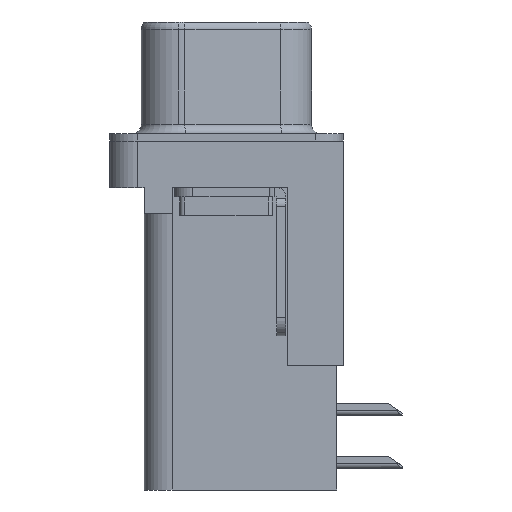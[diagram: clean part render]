
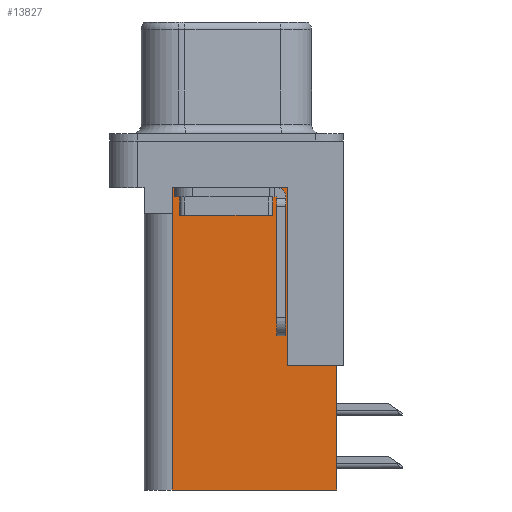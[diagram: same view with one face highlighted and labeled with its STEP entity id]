
A CAD part, left-side view. The second image highlights one B-rep face of the part: STEP entity #13827.
In plain terms, the highlighted planar face has unit normal (-1, 0, 0).
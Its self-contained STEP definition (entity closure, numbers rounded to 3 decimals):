
#8 = CARTESIAN_POINT ( 'NONE',  ( 3.765, -3.295, -18.76 ) ) ;
#289 = ORIENTED_EDGE ( 'NONE', *, *, #4913, .T. ) ;
#318 = CARTESIAN_POINT ( 'NONE',  ( 3.765, -5.925, -2. ) ) ;
#374 = VERTEX_POINT ( 'NONE', #16058 ) ;
#844 = ORIENTED_EDGE ( 'NONE', *, *, #8929, .T. ) ;
#1030 = ORIENTED_EDGE ( 'NONE', *, *, #12820, .T. ) ;
#2253 = VECTOR ( 'NONE', #3934, 1000. ) ;
#2257 = CARTESIAN_POINT ( 'NONE',  ( 3.765, 2.925, -3.9 ) ) ;
#2297 = CARTESIAN_POINT ( 'NONE',  ( 3.765, -3.295, -12.05 ) ) ;
#2509 = LINE ( 'NONE', #3455, #2253 ) ;
#2624 = DIRECTION ( 'NONE',  ( 0., 1., 0. ) ) ;
#2696 = CARTESIAN_POINT ( 'NONE',  ( 3.765, -3.295, -18.76 ) ) ;
#2794 = VECTOR ( 'NONE', #2624, 1000. ) ;
#3000 = VECTOR ( 'NONE', #6608, 1000. ) ;
#3034 = LINE ( 'NONE', #8, #3000 ) ;
#3150 = VERTEX_POINT ( 'NONE', #2257 ) ;
#3178 = CARTESIAN_POINT ( 'NONE',  ( 3.765, -3.295, -18.76 ) ) ;
#3338 = LINE ( 'NONE', #9118, #2794 ) ;
#3357 = VECTOR ( 'NONE', #14059, 1000. ) ;
#3415 = LINE ( 'NONE', #15439, #3357 ) ;
#3455 = CARTESIAN_POINT ( 'NONE',  ( 3.765, 0., -3.9 ) ) ;
#3520 = CARTESIAN_POINT ( 'NONE',  ( 3.765, 2.925, -18.76 ) ) ;
#3749 = VERTEX_POINT ( 'NONE', #9780 ) ;
#3934 = DIRECTION ( 'NONE',  ( 0., 1., 0. ) ) ;
#4172 = VERTEX_POINT ( 'NONE', #3520 ) ;
#4526 = DIRECTION ( 'NONE',  ( 0., 1., 0. ) ) ;
#4603 = VECTOR ( 'NONE', #15920, 1000. ) ;
#4651 = LINE ( 'NONE', #318, #4603 ) ;
#4913 = EDGE_CURVE ( 'NONE', #16015, #3150, #2509, .T. ) ;
#5071 = ORIENTED_EDGE ( 'NONE', *, *, #8536, .F. ) ;
#5241 = VECTOR ( 'NONE', #7903, 1000. ) ;
#5303 = LINE ( 'NONE', #2696, #5241 ) ;
#6017 = EDGE_CURVE ( 'NONE', #4172, #3150, #14055, .T. ) ;
#6080 = CARTESIAN_POINT ( 'NONE',  ( 3.765, -3.295, -2.5 ) ) ;
#6608 = DIRECTION ( 'NONE',  ( 0., 0., 1. ) ) ;
#7375 = ORIENTED_EDGE ( 'NONE', *, *, #8408, .F. ) ;
#7903 = DIRECTION ( 'NONE',  ( 0., 1., 0. ) ) ;
#8408 = EDGE_CURVE ( 'NONE', #12478, #4172, #5303, .T. ) ;
#8522 = CARTESIAN_POINT ( 'NONE',  ( 3.765, 2.895, -3.9 ) ) ;
#8536 = EDGE_CURVE ( 'NONE', #374, #12478, #4651, .T. ) ;
#8776 = CARTESIAN_POINT ( 'NONE',  ( 3.765, 2.925, -18.76 ) ) ;
#8886 = DIRECTION ( 'NONE',  ( 0., 0., 1. ) ) ;
#8929 = EDGE_CURVE ( 'NONE', #374, #11637, #3415, .T. ) ;
#9018 = EDGE_CURVE ( 'NONE', #11637, #12245, #3034, .T. ) ;
#9050 = CARTESIAN_POINT ( 'NONE',  ( 3.765, -5.925, -18.76 ) ) ;
#9118 = CARTESIAN_POINT ( 'NONE',  ( 3.765, -3.295, -2.5 ) ) ;
#9780 = CARTESIAN_POINT ( 'NONE',  ( 3.765, 2.895, -2.5 ) ) ;
#10336 = EDGE_CURVE ( 'NONE', #3749, #16015, #14411, .T. ) ;
#10846 = PLANE ( 'NONE',  #13982 ) ;
#11237 = ORIENTED_EDGE ( 'NONE', *, *, #9018, .T. ) ;
#11637 = VERTEX_POINT ( 'NONE', #2297 ) ;
#12080 = ORIENTED_EDGE ( 'NONE', *, *, #6017, .F. ) ;
#12092 = DIRECTION ( 'NONE',  ( 1., 0., 0. ) ) ;
#12245 = VERTEX_POINT ( 'NONE', #6080 ) ;
#12478 = VERTEX_POINT ( 'NONE', #9050 ) ;
#12624 = FACE_OUTER_BOUND ( 'NONE', #15505, .T. ) ;
#12820 = EDGE_CURVE ( 'NONE', #12245, #3749, #3338, .T. ) ;
#12910 = ORIENTED_EDGE ( 'NONE', *, *, #10336, .T. ) ;
#13827 = ADVANCED_FACE ( 'NONE', ( #12624 ), #10846, .F. ) ;
#13982 = AXIS2_PLACEMENT_3D ( 'NONE', #3178, #12092, #4526 ) ;
#14004 = VECTOR ( 'NONE', #8886, 1000. ) ;
#14055 = LINE ( 'NONE', #8776, #14004 ) ;
#14059 = DIRECTION ( 'NONE',  ( 0., 1., 0. ) ) ;
#14243 = VECTOR ( 'NONE', #14890, 1000. ) ;
#14411 = LINE ( 'NONE', #8522, #14243 ) ;
#14890 = DIRECTION ( 'NONE',  ( 0., 0., -1. ) ) ;
#15439 = CARTESIAN_POINT ( 'NONE',  ( 3.765, -6.295, -12.05 ) ) ;
#15505 = EDGE_LOOP ( 'NONE', ( #1030, #12910, #289, #12080, #7375, #5071, #844, #11237 ) ) ;
#15920 = DIRECTION ( 'NONE',  ( 0., 0., -1. ) ) ;
#16015 = VERTEX_POINT ( 'NONE', #16389 ) ;
#16058 = CARTESIAN_POINT ( 'NONE',  ( 3.765, -5.925, -12.05 ) ) ;
#16389 = CARTESIAN_POINT ( 'NONE',  ( 3.765, 2.895, -3.9 ) ) ;
